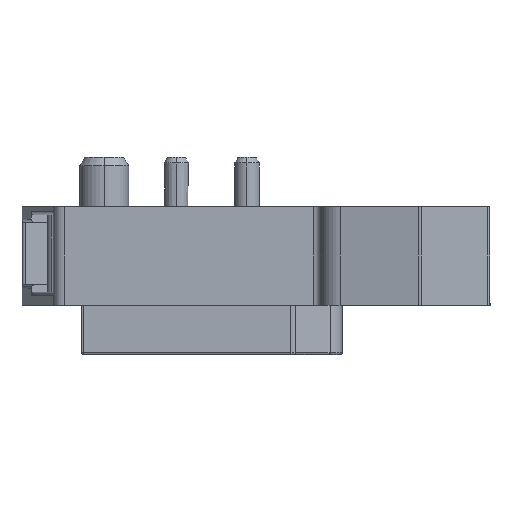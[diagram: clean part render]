
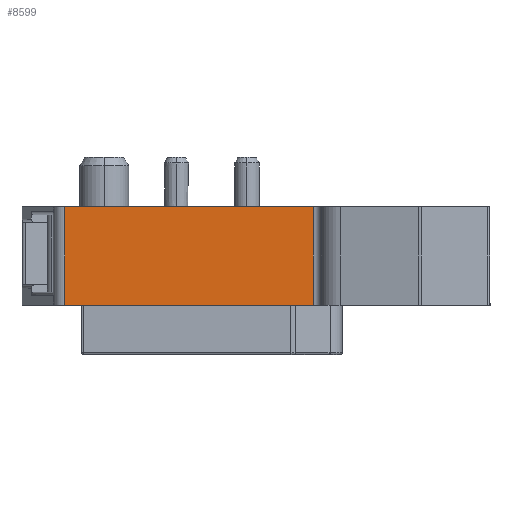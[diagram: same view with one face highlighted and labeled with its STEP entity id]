
A CAD part, left-side view. The second image highlights one B-rep face of the part: STEP entity #8599.
In plain terms, the highlighted planar face has unit normal (-1, 0, 0).
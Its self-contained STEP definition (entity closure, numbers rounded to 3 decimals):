
#564=DIRECTION('',(0.,-1.,0.));
#565=VECTOR('',#564,15.125);
#566=CARTESIAN_POINT('',(-16.1,17.701,0.));
#567=LINE('',#566,#565);
#1293=DIRECTION('',(0.,1.,0.));
#1294=VECTOR('',#1293,15.125);
#1295=CARTESIAN_POINT('',(-16.1,2.577,6.));
#1296=LINE('',#1295,#1294);
#2771=DIRECTION('',(0.,0.,-1.));
#2772=VECTOR('',#2771,6.);
#2773=CARTESIAN_POINT('',(-16.1,17.701,6.));
#2774=LINE('',#2773,#2772);
#2891=DIRECTION('',(0.,0.,1.));
#2892=VECTOR('',#2891,6.);
#2893=CARTESIAN_POINT('',(-16.1,2.577,0.));
#2894=LINE('',#2893,#2892);
#4136=CARTESIAN_POINT('',(-16.1,17.701,0.));
#4137=VERTEX_POINT('',#4136);
#4138=CARTESIAN_POINT('',(-16.1,2.577,0.));
#4139=VERTEX_POINT('',#4138);
#4686=CARTESIAN_POINT('',(-16.1,2.577,6.));
#4687=VERTEX_POINT('',#4686);
#4688=CARTESIAN_POINT('',(-16.1,17.701,6.));
#4689=VERTEX_POINT('',#4688);
#8587=CARTESIAN_POINT('',(-16.1,18.3,0.));
#8588=DIRECTION('',(-1.,0.,0.));
#8589=DIRECTION('',(0.,-1.,0.));
#8590=AXIS2_PLACEMENT_3D('',#8587,#8588,#8589);
#8591=PLANE('',#8590);
#8592=ORIENTED_EDGE('',*,*,#8434,.F.);
#8593=ORIENTED_EDGE('',*,*,#6299,.F.);
#8595=ORIENTED_EDGE('',*,*,#8594,.F.);
#8596=ORIENTED_EDGE('',*,*,#5925,.F.);
#8597=EDGE_LOOP('',(#8592,#8593,#8595,#8596));
#8598=FACE_OUTER_BOUND('',#8597,.F.);
#5925=EDGE_CURVE('',#4137,#4139,#567,.T.);
#6299=EDGE_CURVE('',#4687,#4689,#1296,.T.);
#8434=EDGE_CURVE('',#4689,#4137,#2774,.T.);
#8594=EDGE_CURVE('',#4139,#4687,#2894,.T.);
#8599=ADVANCED_FACE('',(#8598),#8591,.T.);
